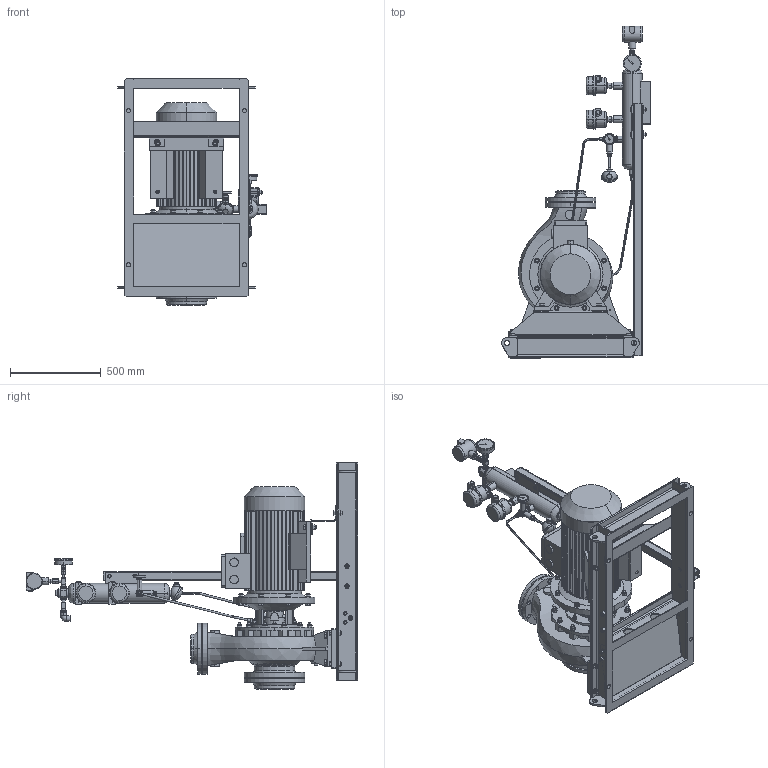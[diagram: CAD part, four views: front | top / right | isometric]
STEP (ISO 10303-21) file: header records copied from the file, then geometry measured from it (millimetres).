
FILE_DESCRIPTION (( 'STEP AP203' ), '1' );
FILE_NAME ('221-129-55Ò-ÐÑ2-53-02.step', '2023-07-26T18:01:40', ( 'adb' ), ( '' ), 'SwSTEP 2.0', 'SolidWorks 2016', '' );
FILE_SCHEMA (( 'CONFIG_CONTROL_DESIGN' ));
Products named in the file (1): 221-129-55Ò-ÐÑ2-53-02
Bounding box: 820.8 x 1830.5 x 1248 mm (x, y, z)
Volume: 111628115.5 mm3; surface area: 8992642.3 mm2
Topology: 30 solids, 60 shells, 3663 faces, 9255 edges, 5955 vertices
Faces by surface type: plane 1880, cylinder 1319, cone 352, torus 65, bspline 37, sphere 10
Entity records: 128534 total; most frequent: CARTESIAN_POINT 39477, DIRECTION 18737, ORIENTED_EDGE 18478, EDGE_CURVE 9239, AXIS2_PLACEMENT_3D 7125, VERTEX_POINT 5949, VECTOR 4487, LINE 4487
